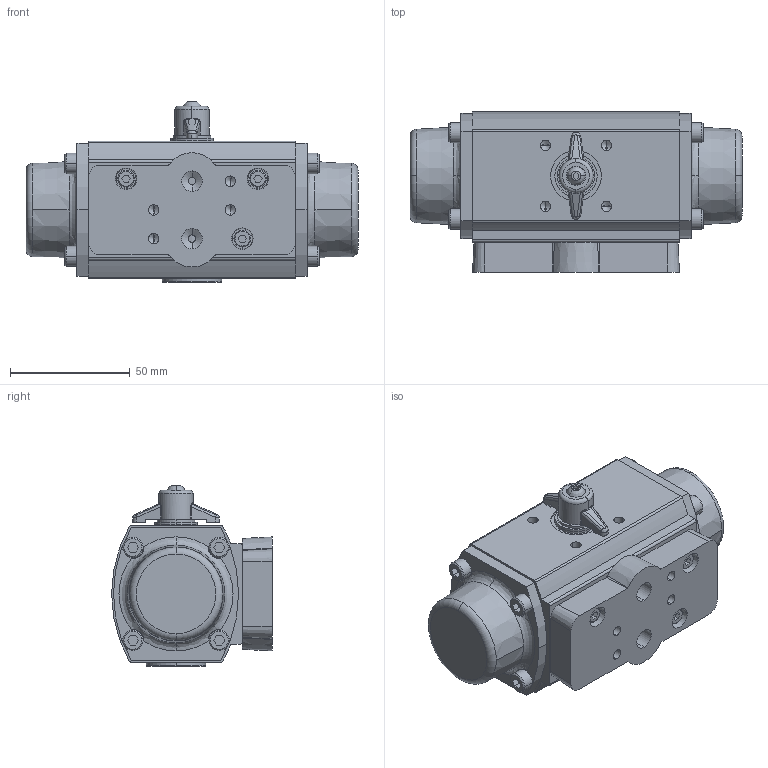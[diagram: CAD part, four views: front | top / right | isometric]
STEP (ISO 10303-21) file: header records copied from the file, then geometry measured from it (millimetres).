
FILE_DESCRIPTION((''),'2;1');
FILE_NAME('05-40R EU SR 3D.stp','2011-05-16T14:03:24',(''),(''),'Mechanical Desktop 2006','Mechanical Desktop 2006',', , ');
FILE_SCHEMA(('CONFIG_CONTROL_DESIGN'));
Length unit declared in the file: millimetre
Products named in the file (13): 05-40R EU SR 3D; 05-40R; MANIFOLD; PINION; LOCATION SPIGOT; END CAP SPRING; M4 X 12 SKT HD CAP SCREW; M5 X 45 SKT HD CAP SCREW; INDICATOR; THRUST BEARING; THRUST WASHER; SPIRAL RING; M4 BUTTON HD SCREW
Assembly tree (22 placements, depth 2):
  05-40R EU SR 3D
    05-40R
    MANIFOLD
    PINION
    LOCATION SPIGOT
    END CAP SPRING  x2
    M4 X 12 SKT HD CAP SCREW  x3
    M5 X 45 SKT HD CAP SCREW  x8
    INDICATOR
    THRUST BEARING
    THRUST WASHER
    SPIRAL RING
    M4 BUTTON HD SCREW
Bounding box: 138.56 x 67.08 x 75.44 mm (x, y, z)
Volume: 268324.2 mm3; surface area: 80123.9 mm2
Topology: 22 solids, 22 shells, 621 faces, 1486 edges, 935 vertices
Faces by surface type: cylinder 246, plane 229, cone 114, bspline 26, torus 6
Entity records: 14744 total; most frequent: CARTESIAN_POINT 4131, DIRECTION 2295, ORIENTED_EDGE 2054, EDGE_CURVE 1027, AXIS2_PLACEMENT_3D 904, VERTEX_POINT 662, EDGE_LOOP 507, VECTOR 487
